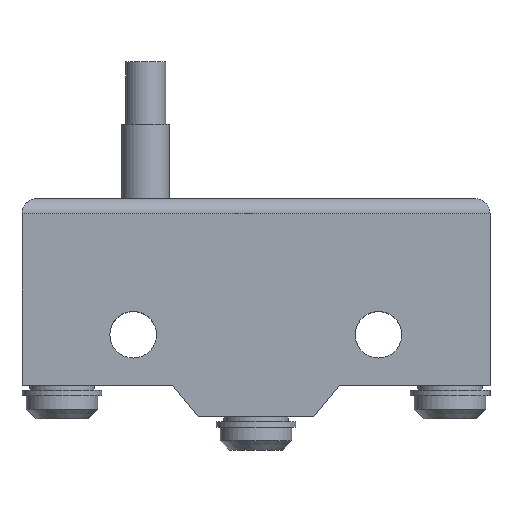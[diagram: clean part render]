
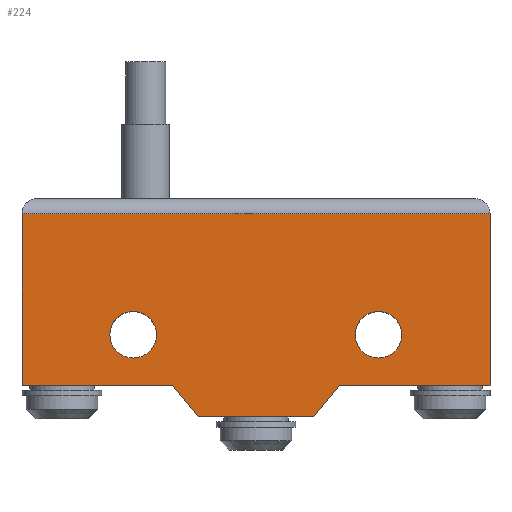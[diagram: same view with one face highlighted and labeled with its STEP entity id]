
A CAD part, top view. The second image highlights one B-rep face of the part: STEP entity #224.
In plain terms, the highlighted planar face has unit normal (0, 0, 1).
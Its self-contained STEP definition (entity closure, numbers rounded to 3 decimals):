
#122=FACE_BOUND('',#376,.T.);
#123=FACE_BOUND('',#377,.T.);
#124=FACE_BOUND('',#378,.T.);
#164=PLANE('',#1148);
#224=ADVANCED_FACE('',(#122,#123,#124),#164,.T.);
#376=EDGE_LOOP('',(#640,#641,#642,#643,#644,#645,#646,#647));
#377=EDGE_LOOP('',(#648,#649,#650));
#378=EDGE_LOOP('',(#651,#652,#653));
#440=CIRCLE('',#1128,2.45);
#442=CIRCLE('',#1131,2.454);
#444=CIRCLE('',#1144,2.45);
#445=CIRCLE('',#1145,2.45);
#446=CIRCLE('',#1146,2.454);
#447=CIRCLE('',#1147,2.454);
#640=ORIENTED_EDGE('',*,*,#886,.F.);
#641=ORIENTED_EDGE('',*,*,#887,.F.);
#642=ORIENTED_EDGE('',*,*,#888,.F.);
#643=ORIENTED_EDGE('',*,*,#889,.F.);
#644=ORIENTED_EDGE('',*,*,#890,.F.);
#645=ORIENTED_EDGE('',*,*,#891,.F.);
#646=ORIENTED_EDGE('',*,*,#892,.F.);
#647=ORIENTED_EDGE('',*,*,#883,.F.);
#648=ORIENTED_EDGE('',*,*,#893,.F.);
#649=ORIENTED_EDGE('',*,*,#894,.F.);
#650=ORIENTED_EDGE('',*,*,#865,.F.);
#651=ORIENTED_EDGE('',*,*,#895,.F.);
#652=ORIENTED_EDGE('',*,*,#896,.F.);
#653=ORIENTED_EDGE('',*,*,#869,.F.);
#754=VERTEX_POINT('',#1658);
#756=VERTEX_POINT('',#1661);
#758=VERTEX_POINT('',#1667);
#760=VERTEX_POINT('',#1670);
#768=VERTEX_POINT('',#1691);
#769=VERTEX_POINT('',#1695);
#770=VERTEX_POINT('',#1699);
#772=VERTEX_POINT('',#1707);
#773=VERTEX_POINT('',#1709);
#774=VERTEX_POINT('',#1711);
#775=VERTEX_POINT('',#1713);
#776=VERTEX_POINT('',#1715);
#777=VERTEX_POINT('',#1718);
#778=VERTEX_POINT('',#1721);
#865=EDGE_CURVE('',#754,#756,#440,.T.);
#869=EDGE_CURVE('',#758,#760,#442,.T.);
#883=EDGE_CURVE('',#769,#770,#951,.T.);
#886=EDGE_CURVE('',#768,#769,#954,.T.);
#887=EDGE_CURVE('',#772,#768,#955,.T.);
#888=EDGE_CURVE('',#773,#772,#956,.T.);
#889=EDGE_CURVE('',#774,#773,#957,.T.);
#890=EDGE_CURVE('',#775,#774,#958,.T.);
#891=EDGE_CURVE('',#776,#775,#959,.T.);
#892=EDGE_CURVE('',#770,#776,#960,.T.);
#893=EDGE_CURVE('',#777,#754,#444,.T.);
#894=EDGE_CURVE('',#756,#777,#445,.T.);
#895=EDGE_CURVE('',#778,#758,#446,.T.);
#896=EDGE_CURVE('',#760,#778,#447,.T.);
#951=LINE('',#1698,#1011);
#954=LINE('',#1704,#1014);
#955=LINE('',#1706,#1015);
#956=LINE('',#1708,#1016);
#957=LINE('',#1710,#1017);
#958=LINE('',#1712,#1018);
#959=LINE('',#1714,#1019);
#960=LINE('',#1716,#1020);
#1011=VECTOR('',#1421,1.);
#1014=VECTOR('',#1426,1.);
#1015=VECTOR('',#1429,1.);
#1016=VECTOR('',#1430,1.);
#1017=VECTOR('',#1431,1.);
#1018=VECTOR('',#1432,1.);
#1019=VECTOR('',#1433,1.);
#1020=VECTOR('',#1434,1.);
#1128=AXIS2_PLACEMENT_3D('',#1660,#1383,#1384);
#1131=AXIS2_PLACEMENT_3D('',#1669,#1391,#1392);
#1144=AXIS2_PLACEMENT_3D('',#1717,#1435,#1436);
#1145=AXIS2_PLACEMENT_3D('',#1719,#1437,#1438);
#1146=AXIS2_PLACEMENT_3D('',#1720,#1439,#1440);
#1147=AXIS2_PLACEMENT_3D('',#1722,#1441,#1442);
#1148=AXIS2_PLACEMENT_3D('',#1723,#1443,#1444);
#1383=DIRECTION('',(0.,0.,1.));
#1384=DIRECTION('',(0.,1.,0.));
#1391=DIRECTION('',(0.,0.,1.));
#1392=DIRECTION('',(0.,-1.,0.));
#1421=DIRECTION('',(0.,-1.,0.));
#1426=DIRECTION('',(1.,0.,0.));
#1429=DIRECTION('',(0.,1.,0.));
#1430=DIRECTION('',(-1.,0.,0.));
#1431=DIRECTION('',(-0.634,0.773,0.));
#1432=DIRECTION('',(-1.,0.,0.));
#1433=DIRECTION('',(-0.635,-0.773,0.));
#1434=DIRECTION('',(-1.,0.,0.));
#1435=DIRECTION('',(0.,0.,1.));
#1436=DIRECTION('',(0.,1.,0.));
#1437=DIRECTION('',(0.,0.,1.));
#1438=DIRECTION('',(0.,1.,0.));
#1439=DIRECTION('',(0.,0.,1.));
#1440=DIRECTION('',(0.,-1.,0.));
#1441=DIRECTION('',(0.,0.,1.));
#1442=DIRECTION('',(0.,-1.,0.));
#1443=DIRECTION('',(0.,0.,1.));
#1444=DIRECTION('',(-1.,0.,0.));
#1658=CARTESIAN_POINT('',(11.686,7.766,17.5));
#1660=CARTESIAN_POINT('',(11.686,5.316,17.5));
#1661=CARTESIAN_POINT('',(11.686,2.865,17.5));
#1667=CARTESIAN_POINT('',(37.482,2.862,17.5));
#1669=CARTESIAN_POINT('',(37.482,5.316,17.5));
#1670=CARTESIAN_POINT('',(37.482,7.77,17.5));
#1691=CARTESIAN_POINT('',(0.,18.029,17.5));
#1695=CARTESIAN_POINT('',(49.2,18.029,17.5));
#1698=CARTESIAN_POINT('',(49.2,18.029,17.5));
#1699=CARTESIAN_POINT('',(49.2,0.,17.5));
#1704=CARTESIAN_POINT('',(0.,18.029,17.5));
#1706=CARTESIAN_POINT('',(0.,0.,17.5));
#1707=CARTESIAN_POINT('',(0.,0.,17.5));
#1708=CARTESIAN_POINT('',(15.817,0.,17.5));
#1709=CARTESIAN_POINT('',(15.817,0.,17.5));
#1710=CARTESIAN_POINT('',(18.528,-3.303,17.5));
#1711=CARTESIAN_POINT('',(18.528,-3.303,17.5));
#1712=CARTESIAN_POINT('',(30.672,-3.303,17.5));
#1713=CARTESIAN_POINT('',(30.672,-3.303,17.5));
#1714=CARTESIAN_POINT('',(33.384,0.,17.5));
#1715=CARTESIAN_POINT('',(33.384,0.,17.5));
#1716=CARTESIAN_POINT('',(49.2,0.,17.5));
#1717=CARTESIAN_POINT('',(11.686,5.316,17.5));
#1718=CARTESIAN_POINT('',(14.137,5.316,17.5));
#1719=CARTESIAN_POINT('',(11.686,5.316,17.5));
#1720=CARTESIAN_POINT('',(37.482,5.316,17.5));
#1721=CARTESIAN_POINT('',(35.028,5.316,17.5));
#1722=CARTESIAN_POINT('',(37.482,5.316,17.5));
#1723=CARTESIAN_POINT('',(24.6,9.211,17.5));
